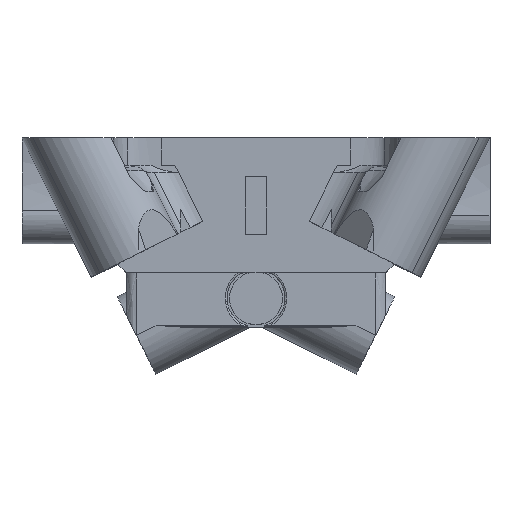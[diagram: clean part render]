
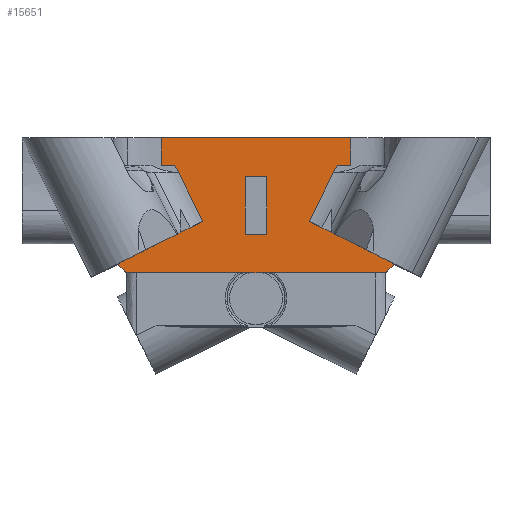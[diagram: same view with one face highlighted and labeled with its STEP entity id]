
A CAD part, top view. The second image highlights one B-rep face of the part: STEP entity #15651.
In plain terms, the highlighted planar face has unit normal (0, 0, 1).
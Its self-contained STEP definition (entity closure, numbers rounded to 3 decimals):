
#1381=CARTESIAN_POINT('',(-55.597,23.467,65.083));
#1382=VERTEX_POINT('',#1381);
#1389=CARTESIAN_POINT('',(-56.52,22.544,65.083));
#1390=VERTEX_POINT('',#1389);
#1391=CARTESIAN_POINT('',(-55.597,23.467,65.083));
#1392=DIRECTION('',(-0.707,-0.707,-0.));
#1393=VECTOR('',#1392,1.305);
#1394=LINE('',#1391,#1393);
#1395=EDGE_CURVE('',#1382,#1390,#1394,.T.);
#1705=CARTESIAN_POINT('',(-77.996,32.92,65.083));
#1706=VERTEX_POINT('',#1705);
#2227=CARTESIAN_POINT('',(-79.802,36.544,65.083));
#2228=VERTEX_POINT('',#2227);
#2297=CARTESIAN_POINT('',(-78.394,33.72,65.083));
#2298=VERTEX_POINT('',#2297);
#2299=CARTESIAN_POINT('',(-78.394,33.72,65.083));
#2300=DIRECTION('',(0.446,-0.895,0.));
#2301=VECTOR('',#2300,0.894);
#2302=LINE('',#2299,#2301);
#2303=EDGE_CURVE('',#2298,#1706,#2302,.T.);
#2305=CARTESIAN_POINT('',(-79.802,33.72,65.083));
#2306=VERTEX_POINT('',#2305);
#2307=CARTESIAN_POINT('',(-78.394,33.72,65.083));
#2308=DIRECTION('',(-1.,-0.,-0.));
#2309=VECTOR('',#2308,1.408);
#2310=LINE('',#2307,#2309);
#2311=EDGE_CURVE('',#2298,#2306,#2310,.T.);
#2313=CARTESIAN_POINT('',(-79.802,36.544,65.083));
#2314=DIRECTION('',(0.,-1.,-0.));
#2315=VECTOR('',#2314,2.824);
#2316=LINE('',#2313,#2315);
#2317=EDGE_CURVE('',#2228,#2306,#2316,.T.);
#7106=CARTESIAN_POINT('',(-71.083,26.52,65.083));
#7107=VERTEX_POINT('',#7106);
#7124=CARTESIAN_POINT('',(-71.083,32.52,65.083));
#7125=VERTEX_POINT('',#7124);
#7132=CARTESIAN_POINT('',(-71.083,32.52,65.083));
#7133=DIRECTION('',(0.,-1.,0.));
#7134=VECTOR('',#7133,6.);
#7135=LINE('',#7132,#7134);
#7136=EDGE_CURVE('',#7125,#7107,#7135,.T.);
#7547=CARTESIAN_POINT('',(-84.333,23.467,65.083));
#7548=VERTEX_POINT('',#7547);
#7549=CARTESIAN_POINT('',(-75.482,27.879,65.083));
#7550=VERTEX_POINT('',#7549);
#7551=CARTESIAN_POINT('',(-84.333,23.467,65.083));
#7552=DIRECTION('',(0.895,0.446,0.));
#7553=VECTOR('',#7552,9.889);
#7554=LINE('',#7551,#7553);
#7555=EDGE_CURVE('',#7548,#7550,#7554,.T.);
#7622=CARTESIAN_POINT('',(-83.41,22.544,65.083));
#7623=VERTEX_POINT('',#7622);
#7630=CARTESIAN_POINT('',(-84.333,23.467,65.083));
#7631=DIRECTION('',(0.707,-0.707,0.));
#7632=VECTOR('',#7631,1.305);
#7633=LINE('',#7630,#7632);
#7634=EDGE_CURVE('',#7548,#7623,#7633,.T.);
#8538=CARTESIAN_POINT('',(-61.934,32.92,65.083));
#8539=VERTEX_POINT('',#8538);
#9063=CARTESIAN_POINT('',(-60.128,36.544,65.083));
#9064=VERTEX_POINT('',#9063);
#9125=CARTESIAN_POINT('',(-60.128,33.72,65.083));
#9126=VERTEX_POINT('',#9125);
#9127=CARTESIAN_POINT('',(-60.128,36.544,65.083));
#9128=DIRECTION('',(0.,-1.,-0.));
#9129=VECTOR('',#9128,2.824);
#9130=LINE('',#9127,#9129);
#9131=EDGE_CURVE('',#9064,#9126,#9130,.T.);
#9133=CARTESIAN_POINT('',(-61.536,33.72,65.083));
#9134=VERTEX_POINT('',#9133);
#9135=CARTESIAN_POINT('',(-61.536,33.72,65.083));
#9136=DIRECTION('',(1.,0.,0.));
#9137=VECTOR('',#9136,1.408);
#9138=LINE('',#9135,#9137);
#9139=EDGE_CURVE('',#9134,#9126,#9138,.T.);
#9141=CARTESIAN_POINT('',(-61.536,33.72,65.083));
#9142=DIRECTION('',(-0.446,-0.895,-0.));
#9143=VECTOR('',#9142,0.894);
#9144=LINE('',#9141,#9143);
#9145=EDGE_CURVE('',#9134,#8539,#9144,.T.);
#9238=CARTESIAN_POINT('',(-60.128,36.544,65.083));
#9239=DIRECTION('',(-1.,-0.,-0.));
#9240=VECTOR('',#9239,19.674);
#9241=LINE('',#9238,#9240);
#9242=EDGE_CURVE('',#9064,#2228,#9241,.T.);
#14969=CARTESIAN_POINT('',(-68.847,32.52,65.083));
#14970=VERTEX_POINT('',#14969);
#14979=CARTESIAN_POINT('',(-71.083,32.52,65.083));
#14980=DIRECTION('',(1.,0.,0.));
#14981=VECTOR('',#14980,2.236);
#14982=LINE('',#14979,#14981);
#14983=EDGE_CURVE('',#7125,#14970,#14982,.T.);
#15000=CARTESIAN_POINT('',(-68.847,26.52,65.083));
#15001=VERTEX_POINT('',#15000);
#15002=CARTESIAN_POINT('',(-71.083,26.52,65.083));
#15003=DIRECTION('',(1.,-0.,-0.));
#15004=VECTOR('',#15003,2.236);
#15005=LINE('',#15002,#15004);
#15006=EDGE_CURVE('',#7107,#15001,#15005,.T.);
#15049=CARTESIAN_POINT('',(-68.847,32.52,65.083));
#15050=DIRECTION('',(0.,-1.,-0.));
#15051=VECTOR('',#15050,6.);
#15052=LINE('',#15049,#15051);
#15053=EDGE_CURVE('',#14970,#15001,#15052,.T.);
#15541=CARTESIAN_POINT('',(-64.448,27.879,65.083));
#15542=VERTEX_POINT('',#15541);
#15543=CARTESIAN_POINT('',(-55.597,23.467,65.083));
#15544=DIRECTION('',(-0.895,0.446,-0.));
#15545=VECTOR('',#15544,9.889);
#15546=LINE('',#15543,#15545);
#15547=EDGE_CURVE('',#1382,#15542,#15546,.T.);
#15609=CARTESIAN_POINT('',(-69.965,36.544,65.083));
#15610=DIRECTION('',(-0.,-0.,1.));
#15611=DIRECTION('',(0.,-1.,-0.));
#15612=AXIS2_PLACEMENT_3D('',#15609,#15610,#15611);
#15613=PLANE('',#15612);
#15614=ORIENTED_EDGE('',*,*,#9242,.T.);
#15615=ORIENTED_EDGE('',*,*,#2317,.T.);
#15616=ORIENTED_EDGE('',*,*,#2311,.F.);
#15617=ORIENTED_EDGE('',*,*,#2303,.T.);
#15618=CARTESIAN_POINT('',(-77.996,32.92,65.083));
#15619=DIRECTION('',(0.446,-0.895,0.));
#15620=VECTOR('',#15619,5.633);
#15621=LINE('',#15618,#15620);
#15622=EDGE_CURVE('',#1706,#7550,#15621,.T.);
#15623=ORIENTED_EDGE('',*,*,#15622,.T.);
#15624=ORIENTED_EDGE('',*,*,#7555,.F.);
#15625=ORIENTED_EDGE('',*,*,#7634,.T.);
#15626=CARTESIAN_POINT('',(-56.52,22.544,65.083));
#15627=DIRECTION('',(-1.,-0.,0.));
#15628=VECTOR('',#15627,26.889);
#15629=LINE('',#15626,#15628);
#15630=EDGE_CURVE('',#1390,#7623,#15629,.T.);
#15631=ORIENTED_EDGE('',*,*,#15630,.F.);
#15632=ORIENTED_EDGE('',*,*,#1395,.F.);
#15633=ORIENTED_EDGE('',*,*,#15547,.T.);
#15634=CARTESIAN_POINT('',(-61.934,32.92,65.083));
#15635=DIRECTION('',(-0.446,-0.895,0.));
#15636=VECTOR('',#15635,5.633);
#15637=LINE('',#15634,#15636);
#15638=EDGE_CURVE('',#8539,#15542,#15637,.T.);
#15639=ORIENTED_EDGE('',*,*,#15638,.F.);
#15640=ORIENTED_EDGE('',*,*,#9145,.F.);
#15641=ORIENTED_EDGE('',*,*,#9139,.T.);
#15642=ORIENTED_EDGE('',*,*,#9131,.F.);
#15643=EDGE_LOOP('',(#15614,#15615,#15616,#15617,#15623,#15624,#15625,#15631,#15632,#15633,#15639,#15640,#15641,#15642));
#15644=FACE_BOUND('',#15643,.T.);
#15645=ORIENTED_EDGE('',*,*,#14983,.T.);
#15646=ORIENTED_EDGE('',*,*,#15053,.T.);
#15647=ORIENTED_EDGE('',*,*,#15006,.F.);
#15648=ORIENTED_EDGE('',*,*,#7136,.F.);
#15649=EDGE_LOOP('',(#15645,#15646,#15647,#15648));
#15650=FACE_BOUND('',#15649,.T.);
#15651=ADVANCED_FACE('',(#15644,#15650),#15613,.T.);
